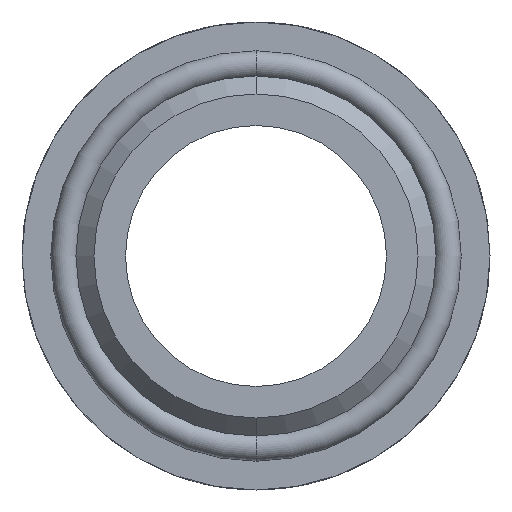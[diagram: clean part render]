
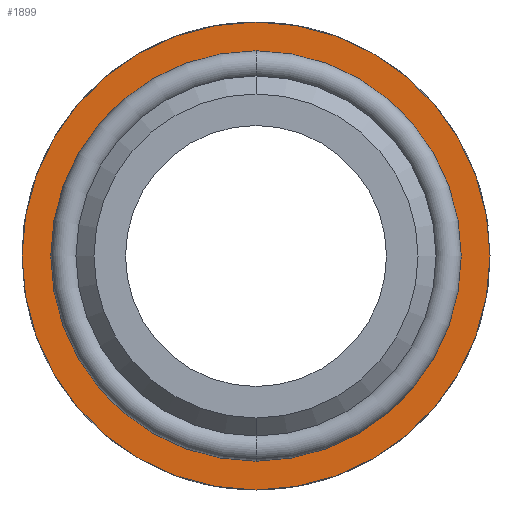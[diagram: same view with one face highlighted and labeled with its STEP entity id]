
A CAD part, front view. The second image highlights one B-rep face of the part: STEP entity #1899.
In plain terms, the highlighted planar face has unit normal (0, -1, 0).
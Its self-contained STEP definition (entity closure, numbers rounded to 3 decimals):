
#70 = VERTEX_POINT ( 'NONE', #348 ) ;
#75 = VERTEX_POINT ( 'NONE', #344 ) ;
#225 = AXIS2_PLACEMENT_3D ( 'NONE', #1705, #1629, #1628 ) ;
#274 = CIRCLE ( 'NONE', #515, 13. ) ;
#284 = CIRCLE ( 'NONE', #663, 11.024 ) ;
#286 = CIRCLE ( 'NONE', #667, 13. ) ;
#344 = CARTESIAN_POINT ( 'NONE',  ( 0., -1.852, -13. ) ) ;
#348 = CARTESIAN_POINT ( 'NONE',  ( 0., -1.852, 13. ) ) ;
#400 = EDGE_LOOP ( 'NONE', ( #1050, #1079 ) ) ;
#401 = EDGE_LOOP ( 'NONE', ( #1051, #1078 ) ) ;
#489 = VERTEX_POINT ( 'NONE', #1795 ) ;
#491 = VERTEX_POINT ( 'NONE', #1793 ) ;
#515 = AXIS2_PLACEMENT_3D ( 'NONE', #2110, #2114, #2115 ) ;
#663 = AXIS2_PLACEMENT_3D ( 'NONE', #2158, #2168, #2169 ) ;
#667 = AXIS2_PLACEMENT_3D ( 'NONE', #2173, #2177, #2178 ) ;
#692 = FACE_BOUND ( 'NONE', #400, .T. ) ;
#699 = FACE_OUTER_BOUND ( 'NONE', #401, .T. ) ;
#701 = AXIS2_PLACEMENT_3D ( 'NONE', #2228, #2229, #2230 ) ;
#827 = CIRCLE ( 'NONE', #225, 11.024 ) ;
#879 = EDGE_CURVE ( 'NONE', #491, #489, #827, .T. ) ;
#1050 = ORIENTED_EDGE ( 'NONE', *, *, #1879, .T. ) ;
#1051 = ORIENTED_EDGE ( 'NONE', *, *, #1882, .F. ) ;
#1078 = ORIENTED_EDGE ( 'NONE', *, *, #1861, .F. ) ;
#1079 = ORIENTED_EDGE ( 'NONE', *, *, #879, .T. ) ;
#1628 = DIRECTION ( 'NONE',  ( 0., 0., 1. ) ) ;
#1629 = DIRECTION ( 'NONE',  ( 0., 1., 0. ) ) ;
#1705 = CARTESIAN_POINT ( 'NONE',  ( 0., -1.852, 0. ) ) ;
#1793 = CARTESIAN_POINT ( 'NONE',  ( 0., -1.852, 11.024 ) ) ;
#1795 = CARTESIAN_POINT ( 'NONE',  ( 0., -1.852, -11.024 ) ) ;
#1861 = EDGE_CURVE ( 'NONE', #75, #70, #274, .T. ) ;
#1879 = EDGE_CURVE ( 'NONE', #489, #491, #284, .T. ) ;
#1882 = EDGE_CURVE ( 'NONE', #70, #75, #286, .T. ) ;
#1899 = ADVANCED_FACE ( 'NONE', ( #692, #699 ), #2227, .F. ) ;
#2110 = CARTESIAN_POINT ( 'NONE',  ( 0., -1.852, 0. ) ) ;
#2114 = DIRECTION ( 'NONE',  ( 0., 1., 0. ) ) ;
#2115 = DIRECTION ( 'NONE',  ( 0., 0., 1. ) ) ;
#2158 = CARTESIAN_POINT ( 'NONE',  ( 0., -1.852, 0. ) ) ;
#2168 = DIRECTION ( 'NONE',  ( 0., 1., 0. ) ) ;
#2169 = DIRECTION ( 'NONE',  ( 0., 0., 1. ) ) ;
#2173 = CARTESIAN_POINT ( 'NONE',  ( 0., -1.852, 0. ) ) ;
#2177 = DIRECTION ( 'NONE',  ( 0., 1., 0. ) ) ;
#2178 = DIRECTION ( 'NONE',  ( 0., 0., 1. ) ) ;
#2227 = PLANE ( 'NONE',  #701 ) ;
#2228 = CARTESIAN_POINT ( 'NONE',  ( 13., -1.852, 0. ) ) ;
#2229 = DIRECTION ( 'NONE',  ( 0., 1., 0. ) ) ;
#2230 = DIRECTION ( 'NONE',  ( 0., 0., 1. ) ) ;
